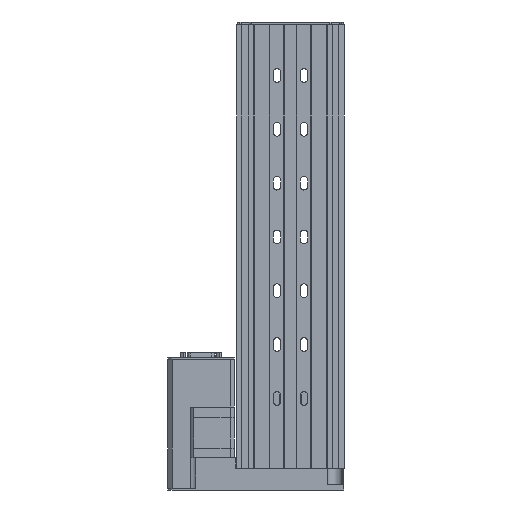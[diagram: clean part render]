
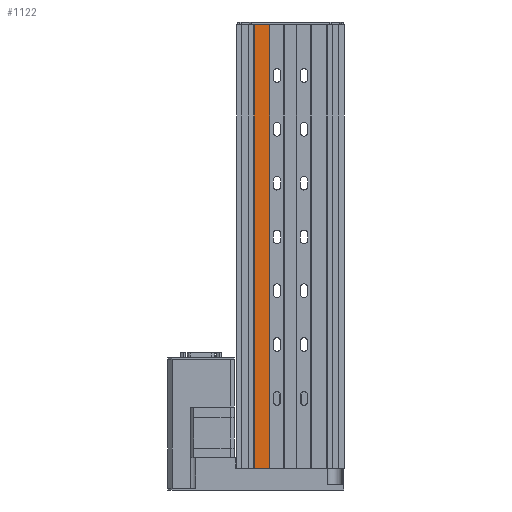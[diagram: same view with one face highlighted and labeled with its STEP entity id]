
A CAD part, front view. The second image highlights one B-rep face of the part: STEP entity #1122.
In plain terms, the highlighted planar face has unit normal (0, -1, 0).
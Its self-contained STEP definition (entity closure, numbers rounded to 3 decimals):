
#227 = FACE_OUTER_BOUND ( 'NONE', #6285, .T. ) ;
#673 = EDGE_CURVE ( 'NONE', #2085, #22146, #16697, .T. ) ;
#727 = ORIENTED_EDGE ( 'NONE', *, *, #673, .T. ) ;
#1122 = ADVANCED_FACE ( 'NONE', ( #227 ), #18698, .F. ) ;
#1457 = AXIS2_PLACEMENT_3D ( 'NONE', #24820, #26713, #1726 ) ;
#1726 = DIRECTION ( 'NONE',  ( 0., 0., 1. ) ) ;
#1945 = VERTEX_POINT ( 'NONE', #25251 ) ;
#2085 = VERTEX_POINT ( 'NONE', #11705 ) ;
#2769 = DIRECTION ( 'NONE',  ( 1., 0., 0. ) ) ;
#4520 = VECTOR ( 'NONE', #5345, 1000. ) ;
#4544 = EDGE_CURVE ( 'NONE', #2085, #20832, #22074, .T. ) ;
#5345 = DIRECTION ( 'NONE',  ( 1., 0., 0. ) ) ;
#5819 = VECTOR ( 'NONE', #8079, 1000. ) ;
#6285 = EDGE_LOOP ( 'NONE', ( #10476, #727, #22451, #24461 ) ) ;
#8079 = DIRECTION ( 'NONE',  ( 0., 0., -1. ) ) ;
#10476 = ORIENTED_EDGE ( 'NONE', *, *, #4544, .F. ) ;
#11647 = CARTESIAN_POINT ( 'NONE',  ( -19.5, -21., 412. ) ) ;
#11705 = CARTESIAN_POINT ( 'NONE',  ( -33.5, -21., 412. ) ) ;
#12814 = EDGE_CURVE ( 'NONE', #20832, #1945, #15713, .T. ) ;
#13041 = CARTESIAN_POINT ( 'NONE',  ( -19.5, -21., 516.12 ) ) ;
#13326 = EDGE_CURVE ( 'NONE', #22146, #1945, #19340, .T. ) ;
#14974 = CARTESIAN_POINT ( 'NONE',  ( -19.5, -21., 412. ) ) ;
#15713 = LINE ( 'NONE', #13041, #18435 ) ;
#16697 = LINE ( 'NONE', #26614, #5819 ) ;
#18392 = VECTOR ( 'NONE', #2769, 1000. ) ;
#18435 = VECTOR ( 'NONE', #21416, 1000. ) ;
#18698 = PLANE ( 'NONE',  #1457 ) ;
#19334 = CARTESIAN_POINT ( 'NONE',  ( -33.5, -21., 0. ) ) ;
#19340 = LINE ( 'NONE', #21252, #18392 ) ;
#20832 = VERTEX_POINT ( 'NONE', #14974 ) ;
#21252 = CARTESIAN_POINT ( 'NONE',  ( -19.5, -21., 0. ) ) ;
#21416 = DIRECTION ( 'NONE',  ( 0., 0., -1. ) ) ;
#22074 = LINE ( 'NONE', #11647, #4520 ) ;
#22146 = VERTEX_POINT ( 'NONE', #19334 ) ;
#22451 = ORIENTED_EDGE ( 'NONE', *, *, #13326, .T. ) ;
#24461 = ORIENTED_EDGE ( 'NONE', *, *, #12814, .F. ) ;
#24820 = CARTESIAN_POINT ( 'NONE',  ( -19.5, -21., 516.12 ) ) ;
#25251 = CARTESIAN_POINT ( 'NONE',  ( -19.5, -21., 0. ) ) ;
#26614 = CARTESIAN_POINT ( 'NONE',  ( -33.5, -21., 516.12 ) ) ;
#26713 = DIRECTION ( 'NONE',  ( 0., 1., 0. ) ) ;
